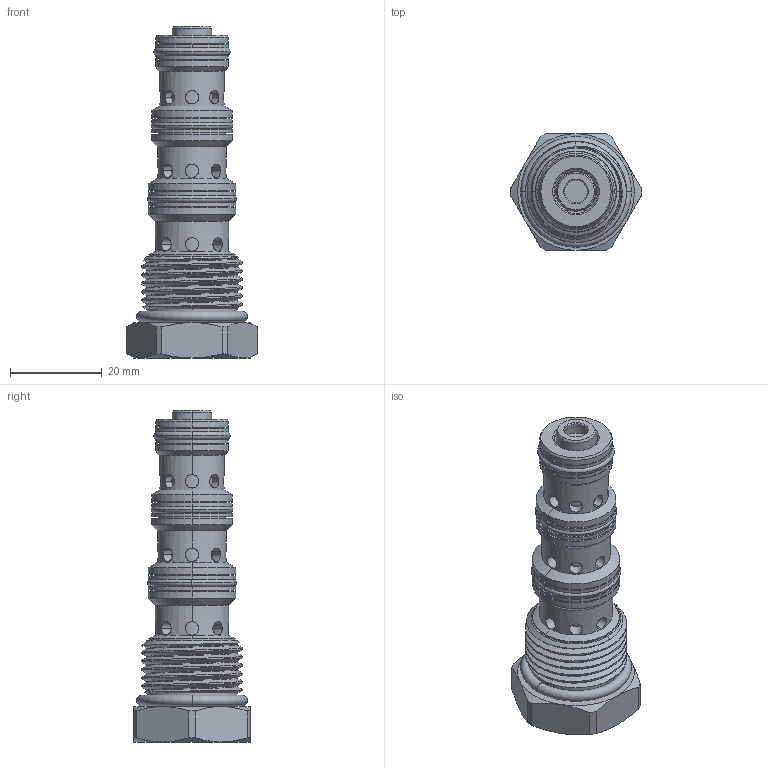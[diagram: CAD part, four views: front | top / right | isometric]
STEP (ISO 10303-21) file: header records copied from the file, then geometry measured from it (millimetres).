
FILE_DESCRIPTION (( 'STEP AP203' ), '1' );
FILE_NAME ('FD10W40-N.STEP', '2016-05-19T07:33:34', ( '' ), ( '' ), 'SwSTEP 2.0', 'SolidWorks 2012', '' );
FILE_SCHEMA (( 'CONFIG_CONTROL_DESIGN' ));
Length unit declared in the file: millimetre
Products named in the file (1): FD10W40-N
Bounding box: 28.57 x 25.4 x 72.2 mm (x, y, z)
Volume: 18854.6 mm3; surface area: 9043.1 mm2
Topology: 4 solids, 4 shells, 255 faces, 562 edges, 353 vertices
Faces by surface type: cylinder 155, cone 40, plane 36, torus 21, bspline 3
Entity records: 10427 total; most frequent: CARTESIAN_POINT 4910, ORIENTED_EDGE 1124, DIRECTION 1109, EDGE_CURVE 562, AXIS2_PLACEMENT_3D 468, VERTEX_POINT 353, EDGE_LOOP 299, ADVANCED_FACE 255
